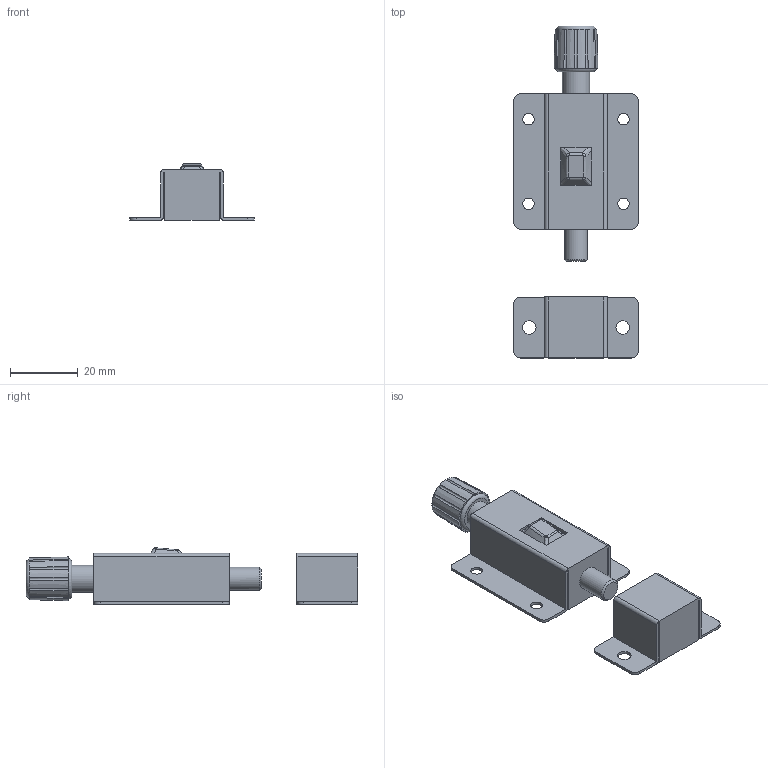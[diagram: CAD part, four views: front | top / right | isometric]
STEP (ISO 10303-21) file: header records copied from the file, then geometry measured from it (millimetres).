
FILE_DESCRIPTION(/* description */ (''),/* implementation_level */ '2;1');
FILE_NAME(/* name */ 'S-SSB-1037_.step',/* time_stamp */ '2024-05-28T10:23:25+09:00',/* author */ (''),/* organization */ (''),/* preprocessor_version */ 'ST-DEVELOPER v20',/* originating_system */ 'Autodesk Translation Framework v13.14.0.145',/* authorisation */ '');
FILE_SCHEMA (('AUTOMOTIVE_DESIGN { 1 0 10303 214 3 1 1 }'));
Length unit declared in the file: millimetre
Products named in the file (1): S-SSB-1037
Bounding box: 36.7 x 98 x 16.68 mm (x, y, z)
Volume: 7916.2 mm3; surface area: 11789.6 mm2
Topology: 5 solids, 5 shells, 592 faces, 1638 edges, 1088 vertices
Faces by surface type: bspline 314, plane 219, cylinder 42, cone 14, torus 3
Full cylindrical faces by diameter (mm): 3.4 x4, 4 x2, 6.8 x2, 7 x1, 8 x1, 8.2 x1, 8.5 x1
Entity records: 21920 total; most frequent: CARTESIAN_POINT 8793, ORIENTED_EDGE 3276, DIRECTION 1689, EDGE_CURVE 1638, VERTEX_POINT 1088, LINE 865, VECTOR 865, EDGE_LOOP 644
